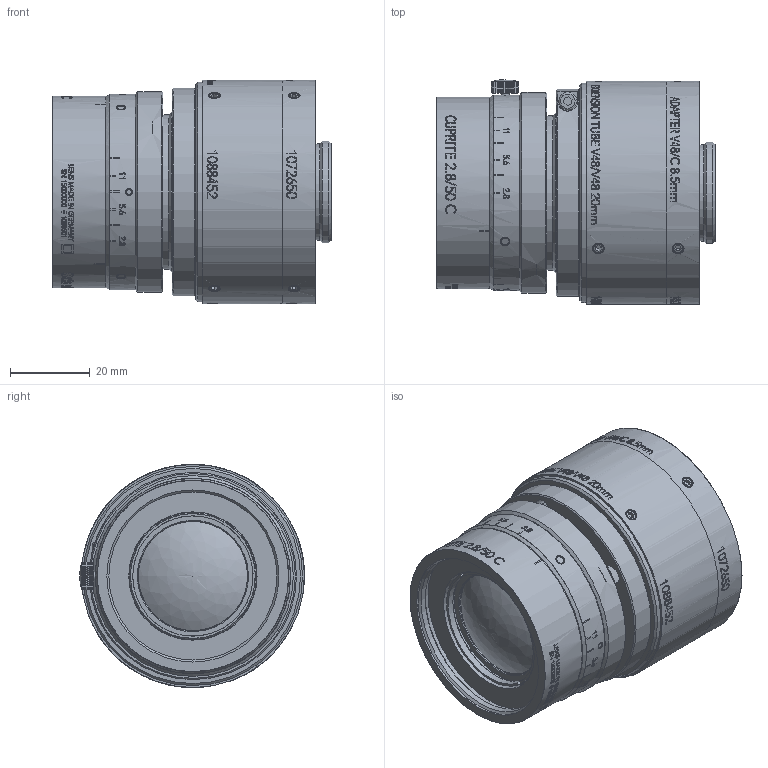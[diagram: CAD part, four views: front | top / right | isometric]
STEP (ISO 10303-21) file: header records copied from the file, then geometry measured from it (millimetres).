
FILE_DESCRIPTION(/* description */ (''),/* implementation_level */ '2;1');
FILE_NAME(/* name */ '1088501_00137728_002.stp',/* time_stamp */ '2022-02-03T09:37:27+01:00',/* author */ (''),/* organization */ (''),/* preprocessor_version */ 'ST-DEVELOPER v16',/* originating_system */ 'SIEMENS PLM Software NX 10.0',/* authorisation */ '');
FILE_SCHEMA (('AP203_CONFIGURATION_CONTROLLED_3D_DESIGN_OF_MECHANICAL_PARTS_AND_ASSEMBLIES_MIM_LF { 1 0 10303 403 2 1 2}'));
Length unit declared in the file: millimetre
Products named in the file (1): Froe535CBEF8puxp
Bounding box: 69.8 x 56.45 x 56 mm (x, y, z)
Volume: 115846.4 mm3; surface area: 40383.9 mm2
Topology: 1 solids, 9 shells, 773 faces, 2767 edges, 2328 vertices
Faces by surface type: cylinder 403, plane 307, cone 50, torus 10, revolution 2, sphere 1
Full cylindrical faces by diameter (mm): 1 x2, 1.321 x1, 1.7 x4, 1.9 x4, 2 x1, 2.05 x4, 2.5 x7, 2.7 x4, 2.8 x1, 4.5 x1, 22.5 x1, 24.2 x1, 25.4 x1, 25.5 x1, 25.83 x1, 27.5 x1, 28.2 x1, 29 x1, 29.3 x1, 30 x1, 30.2 x2, 31 x1, 31.3 x1, 32.2 x1, 36.2 x1, 36.4 x1, 38.72 x1, 40 x2, 41 x1, 41.6 x1
Entity records: 36020 total; most frequent: CARTESIAN_POINT 14649, ORIENTED_EDGE 5172, DIRECTION 2880, EDGE_CURVE 2594, VERTEX_POINT 2274, B_SPLINE_CURVE_WITH_KNOTS 1603, EDGE_LOOP 1247, AXIS2_PLACEMENT_3D 1151
